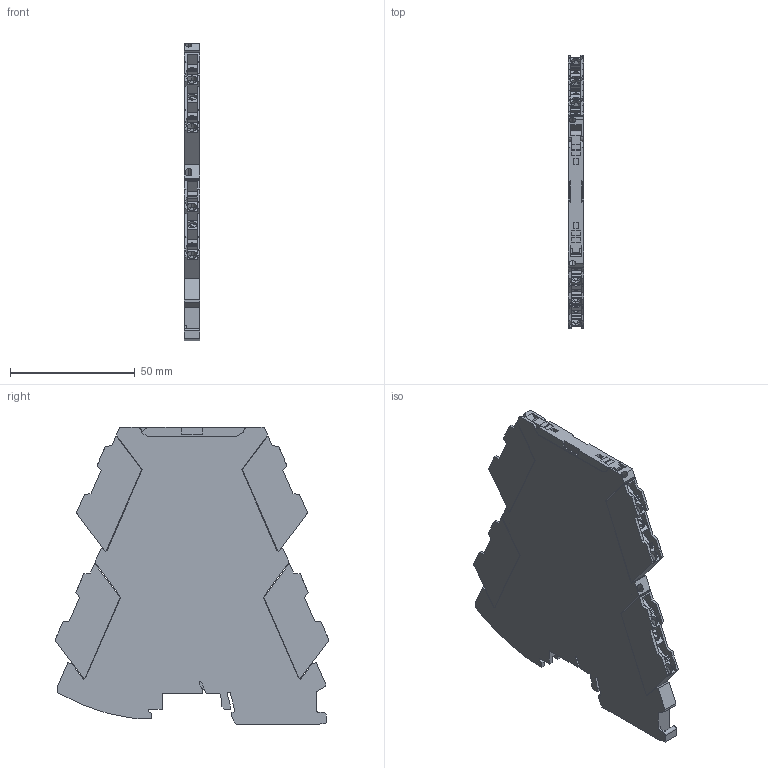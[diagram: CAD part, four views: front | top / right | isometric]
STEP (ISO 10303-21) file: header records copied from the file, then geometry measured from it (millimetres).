
FILE_DESCRIPTION(('Creo Elements/Direct Modeling STEP Export'),'2;1');
FILE_NAME('model.stp','2020-12-04T 0:07:09',(''),(''),'Creo Elements/Direct Modeling STEP processor for AP214 (Solid Model)','Creo Elements/Direct Modeling 20.1A 29-Sep-2018 (C) Parametric Technology GmbH','');
FILE_SCHEMA(('AUTOMOTIVE_DESIGN { 1 0 10303 214 1 1 1 1 }'));
Length unit declared in the file: millimetre
Products named in the file (3): MINI_ANALOG_PRO-SOCKEL-select; FASTCON_PRO-SET-PT-select.1; MINI_ANALOG_PRO-PT-select
Assembly tree (5 placements, depth 2):
  MINI_ANALOG_PRO-PT-select
    FASTCON_PRO-SET-PT-select.1  x4
    MINI_ANALOG_PRO-SOCKEL-select
Bounding box: 6.3 x 109.51 x 119.2 mm (x, y, z)
Volume: 58791.3 mm3; surface area: 35575.2 mm2
Topology: 5 solids, 5 shells, 1234 faces, 3348 edges, 2224 vertices
Faces by surface type: plane 1080, cylinder 125, cone 26, bspline 2, extrusion 1
Entity records: 26894 total; most frequent: CARTESIAN_POINT 6308, ORIENTED_EDGE 4086, DIRECTION 3280, EDGE_CURVE 2043, VECTOR 1750, LINE 1749, VERTEX_POINT 1363, EDGE_LOOP 794
